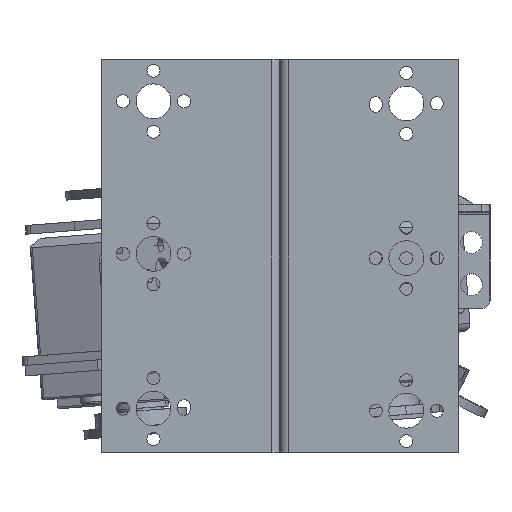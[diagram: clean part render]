
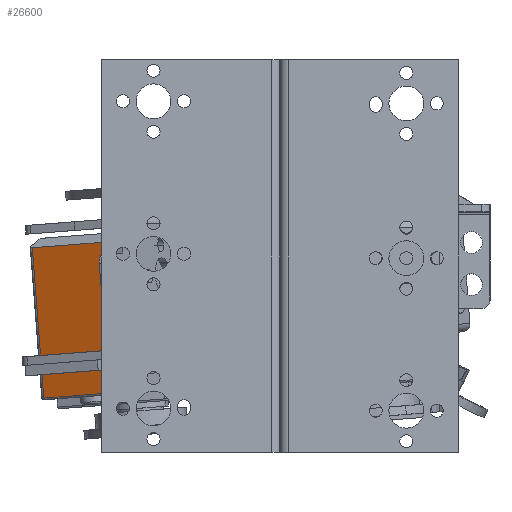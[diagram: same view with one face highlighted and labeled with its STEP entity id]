
A CAD part, front view. The second image highlights one B-rep face of the part: STEP entity #26600.
In plain terms, the highlighted face is planar.
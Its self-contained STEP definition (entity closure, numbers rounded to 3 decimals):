
#1239 = FACE_OUTER_BOUND ( 'NONE', #15164, .T. ) ;
#1721 = CARTESIAN_POINT ( 'NONE',  ( 20.5, 31.2, -9.25 ) ) ;
#2242 = LINE ( 'NONE', #9778, #14592 ) ;
#2522 = DIRECTION ( 'NONE',  ( 0., 0., -1. ) ) ;
#3000 = CARTESIAN_POINT ( 'NONE',  ( 20.5, 28.8, -9.25 ) ) ;
#4577 = ORIENTED_EDGE ( 'NONE', *, *, #9911, .T. ) ;
#5025 = CARTESIAN_POINT ( 'NONE',  ( 20.5, 31.2, 9.25 ) ) ;
#5656 = EDGE_CURVE ( 'NONE', #29946, #16423, #12598, .T. ) ;
#5839 = CARTESIAN_POINT ( 'NONE',  ( 20.5, 31.2, 9.25 ) ) ;
#6169 = VECTOR ( 'NONE', #2522, 1000. ) ;
#6906 = EDGE_CURVE ( 'NONE', #21716, #16036, #8732, .T. ) ;
#6966 = ORIENTED_EDGE ( 'NONE', *, *, #5656, .T. ) ;
#7256 = CARTESIAN_POINT ( 'NONE',  ( 20.5, 28.8, -9.25 ) ) ;
#8606 = ORIENTED_EDGE ( 'NONE', *, *, #25345, .T. ) ;
#8732 = LINE ( 'NONE', #18419, #28158 ) ;
#9577 = ORIENTED_EDGE ( 'NONE', *, *, #29035, .T. ) ;
#9778 = CARTESIAN_POINT ( 'NONE',  ( 20.5, 31.2, -9.25 ) ) ;
#9891 = LINE ( 'NONE', #10204, #6169 ) ;
#9911 = EDGE_CURVE ( 'NONE', #21421, #21716, #9891, .T. ) ;
#10204 = CARTESIAN_POINT ( 'NONE',  ( 20.5, 2., -10.25 ) ) ;
#10421 = AXIS2_PLACEMENT_3D ( 'NONE', #26260, #28965, #21951 ) ;
#10610 = CARTESIAN_POINT ( 'NONE',  ( 20.5, 37., 9.45 ) ) ;
#11673 = PLANE ( 'NONE',  #10421 ) ;
#12598 = LINE ( 'NONE', #3000, #19259 ) ;
#13327 = ORIENTED_EDGE ( 'NONE', *, *, #26544, .T. ) ;
#14592 = VECTOR ( 'NONE', #24249, 1000. ) ;
#14882 = ORIENTED_EDGE ( 'NONE', *, *, #27153, .T. ) ;
#15063 = CARTESIAN_POINT ( 'NONE',  ( 20.5, 31.2, -9.25 ) ) ;
#15164 = EDGE_LOOP ( 'NONE', ( #21616, #8606, #20497, #4577 ) ) ;
#15468 = VECTOR ( 'NONE', #23730, 1000. ) ;
#15571 = VECTOR ( 'NONE', #20298, 1000. ) ;
#15653 = VERTEX_POINT ( 'NONE', #15063 ) ;
#16036 = VERTEX_POINT ( 'NONE', #24091 ) ;
#16423 = VERTEX_POINT ( 'NONE', #29448 ) ;
#16757 = VECTOR ( 'NONE', #31366, 1000. ) ;
#16893 = CARTESIAN_POINT ( 'NONE',  ( 20.5, 36.6, 10.25 ) ) ;
#17294 = LINE ( 'NONE', #5839, #18000 ) ;
#17409 = LINE ( 'NONE', #10610, #15571 ) ;
#18000 = VECTOR ( 'NONE', #27139, 1000. ) ;
#18075 = CARTESIAN_POINT ( 'NONE',  ( 20.5, 2., -9.45 ) ) ;
#18272 = DIRECTION ( 'NONE',  ( 0., 1., 0. ) ) ;
#18419 = CARTESIAN_POINT ( 'NONE',  ( 20.5, 37., -9.45 ) ) ;
#18945 = FACE_BOUND ( 'NONE', #20023, .T. ) ;
#19259 = VECTOR ( 'NONE', #25109, 1000. ) ;
#20023 = EDGE_LOOP ( 'NONE', ( #9577, #13327, #6966, #14882 ) ) ;
#20298 = DIRECTION ( 'NONE',  ( 0., -1., 0. ) ) ;
#20497 = ORIENTED_EDGE ( 'NONE', *, *, #28567, .T. ) ;
#20881 = VERTEX_POINT ( 'NONE', #5025 ) ;
#20984 = CARTESIAN_POINT ( 'NONE',  ( 20.5, 2., 9.45 ) ) ;
#21421 = VERTEX_POINT ( 'NONE', #20984 ) ;
#21616 = ORIENTED_EDGE ( 'NONE', *, *, #6906, .T. ) ;
#21716 = VERTEX_POINT ( 'NONE', #18075 ) ;
#21951 = DIRECTION ( 'NONE',  ( 0., 0., 1. ) ) ;
#23416 = LINE ( 'NONE', #1721, #15468 ) ;
#23730 = DIRECTION ( 'NONE',  ( 0., -1., 0. ) ) ;
#24091 = CARTESIAN_POINT ( 'NONE',  ( 20.5, 36.6, -9.45 ) ) ;
#24249 = DIRECTION ( 'NONE',  ( 0., 0., -1. ) ) ;
#25109 = DIRECTION ( 'NONE',  ( 0., 0., 1. ) ) ;
#25345 = EDGE_CURVE ( 'NONE', #16036, #31161, #28241, .T. ) ;
#26260 = CARTESIAN_POINT ( 'NONE',  ( 20.5, 37., 10.25 ) ) ;
#26544 = EDGE_CURVE ( 'NONE', #15653, #29946, #23416, .T. ) ;
#26600 = ADVANCED_FACE ( 'NONE', ( #18945, #1239 ), #11673, .F. ) ;
#27139 = DIRECTION ( 'NONE',  ( 0., 1., 0. ) ) ;
#27153 = EDGE_CURVE ( 'NONE', #16423, #20881, #17294, .T. ) ;
#28158 = VECTOR ( 'NONE', #18272, 1000. ) ;
#28241 = LINE ( 'NONE', #16893, #16757 ) ;
#28567 = EDGE_CURVE ( 'NONE', #31161, #21421, #17409, .T. ) ;
#28965 = DIRECTION ( 'NONE',  ( -1., 0., 0. ) ) ;
#29035 = EDGE_CURVE ( 'NONE', #20881, #15653, #2242, .T. ) ;
#29448 = CARTESIAN_POINT ( 'NONE',  ( 20.5, 28.8, 9.25 ) ) ;
#29519 = CARTESIAN_POINT ( 'NONE',  ( 20.5, 36.6, 9.45 ) ) ;
#29946 = VERTEX_POINT ( 'NONE', #7256 ) ;
#31161 = VERTEX_POINT ( 'NONE', #29519 ) ;
#31366 = DIRECTION ( 'NONE',  ( 0., 0., 1. ) ) ;
